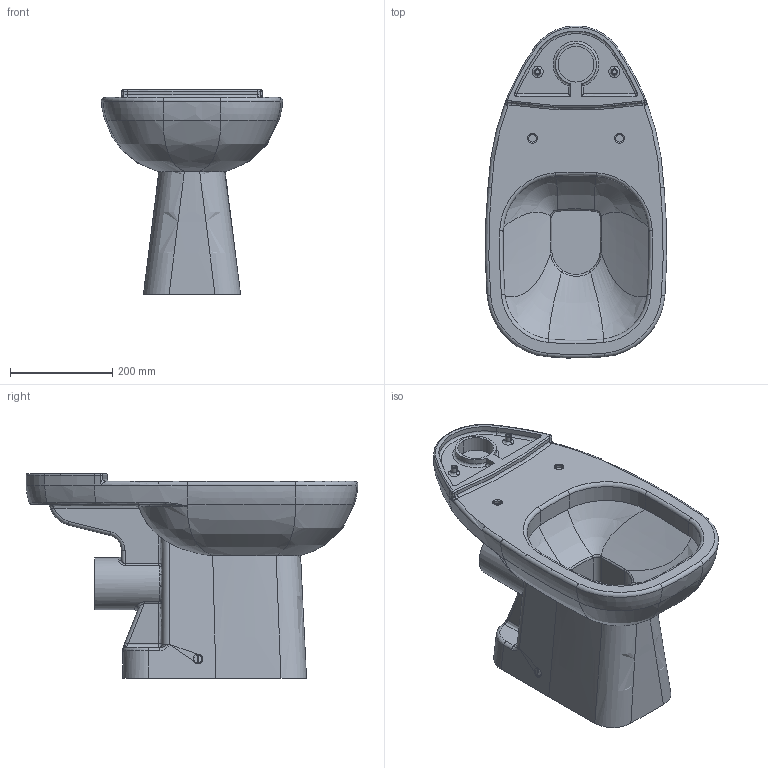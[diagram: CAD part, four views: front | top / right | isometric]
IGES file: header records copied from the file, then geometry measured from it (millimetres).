
Global section: file name: No Iges File Name specified; native system: AutoDesk Inventor R11.0; preprocessor: AutoDesk Inventor Iges Exporter R11.0; author: No Author specified; organization: No Organization specified; date: 20080726.195459; units: millimetre
Bounding box: 354.67 x 649.38 x 400 mm (x, y, z)
Volume: 22187861.1 mm3; surface area: 993519.3 mm2
Topology: 1 solids, 3 shells, 271 faces, 640 edges, 376 vertices
Faces by surface type: bspline 106, revolution 54, plane 47, cylinder 31, torus 29, sphere 4
